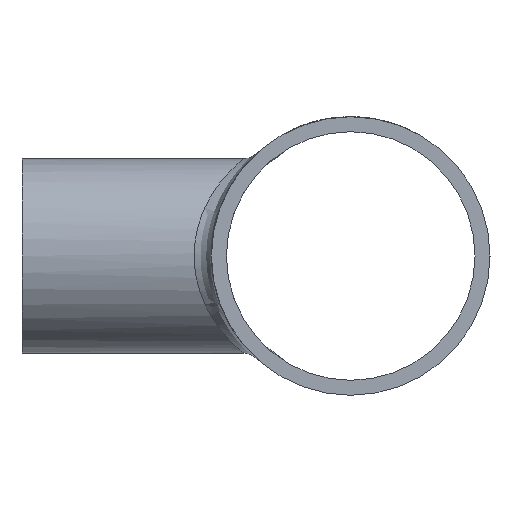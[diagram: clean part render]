
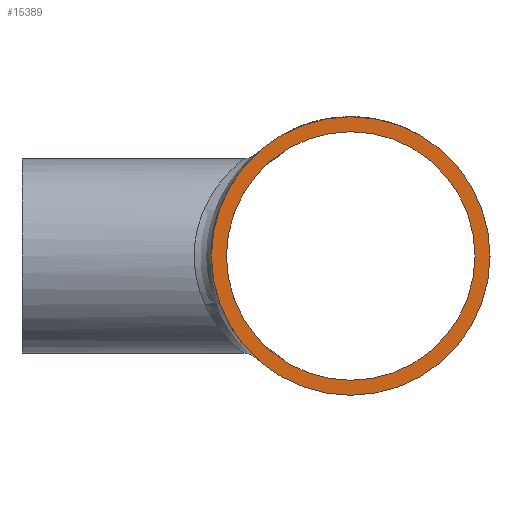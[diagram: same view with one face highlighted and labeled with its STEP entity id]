
A CAD part, left-side view. The second image highlights one B-rep face of the part: STEP entity #15389.
In plain terms, the highlighted planar face has unit normal (-1, 0, 0).
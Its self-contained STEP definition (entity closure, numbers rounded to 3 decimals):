
#1081 = DIRECTION ( 'NONE',  ( 0., 0., 1. ) ) ;
#1849 = PLANE ( 'NONE',  #11925 ) ;
#3375 = EDGE_LOOP ( 'NONE', ( #13294 ) ) ;
#4296 = FACE_BOUND ( 'NONE', #11797, .T. ) ;
#5004 = EDGE_CURVE ( 'NONE', #8203, #8203, #6276, .T. ) ;
#5107 = ORIENTED_EDGE ( 'NONE', *, *, #10544, .F. ) ;
#6143 = CARTESIAN_POINT ( 'NONE',  ( -57., 0., 21.55 ) ) ;
#6276 = CIRCLE ( 'NONE', #9323, 24.15 ) ;
#6473 = AXIS2_PLACEMENT_3D ( 'NONE', #7706, #16955, #1081 ) ;
#6921 = CIRCLE ( 'NONE', #6473, 21.55 ) ;
#6961 = VERTEX_POINT ( 'NONE', #6143 ) ;
#7243 = DIRECTION ( 'NONE',  ( -1., 0., 0. ) ) ;
#7706 = CARTESIAN_POINT ( 'NONE',  ( -57., 0., 0. ) ) ;
#8203 = VERTEX_POINT ( 'NONE', #10046 ) ;
#9323 = AXIS2_PLACEMENT_3D ( 'NONE', #11732, #13307, #13074 ) ;
#10046 = CARTESIAN_POINT ( 'NONE',  ( -57., 0., 24.15 ) ) ;
#10544 = EDGE_CURVE ( 'NONE', #6961, #6961, #6921, .T. ) ;
#11121 = CARTESIAN_POINT ( 'NONE',  ( -57., 0., 0. ) ) ;
#11732 = CARTESIAN_POINT ( 'NONE',  ( -57., 0., 0. ) ) ;
#11797 = EDGE_LOOP ( 'NONE', ( #5107 ) ) ;
#11925 = AXIS2_PLACEMENT_3D ( 'NONE', #11121, #7243, #12367 ) ;
#12367 = DIRECTION ( 'NONE',  ( 0., 0., 1. ) ) ;
#13074 = DIRECTION ( 'NONE',  ( 0., 0., 1. ) ) ;
#13294 = ORIENTED_EDGE ( 'NONE', *, *, #5004, .T. ) ;
#13307 = DIRECTION ( 'NONE',  ( -1., 0., 0. ) ) ;
#13603 = FACE_OUTER_BOUND ( 'NONE', #3375, .T. ) ;
#15389 = ADVANCED_FACE ( 'NONE', ( #4296, #13603 ), #1849, .T. ) ;
#16955 = DIRECTION ( 'NONE',  ( -1., 0., 0. ) ) ;
